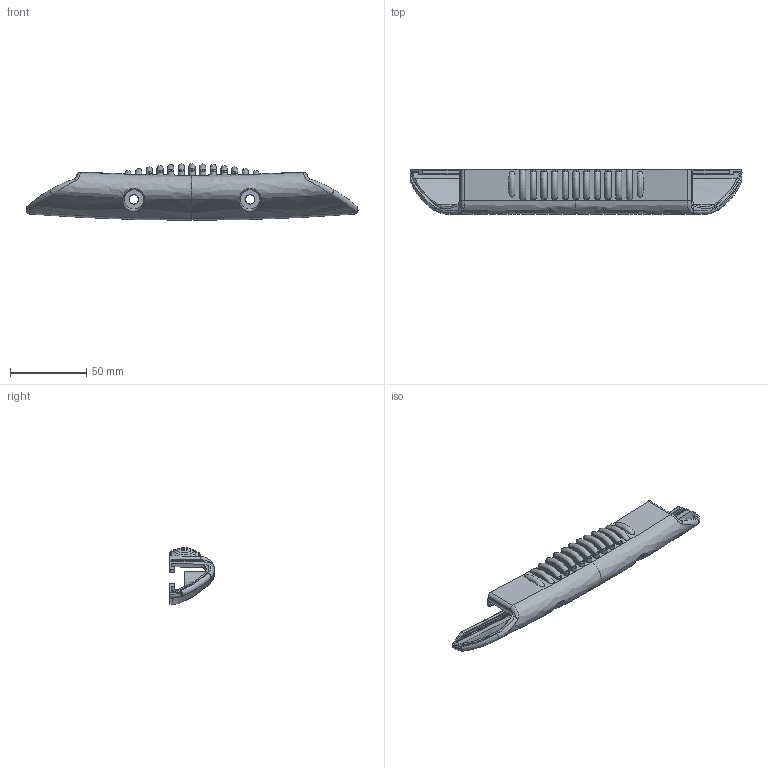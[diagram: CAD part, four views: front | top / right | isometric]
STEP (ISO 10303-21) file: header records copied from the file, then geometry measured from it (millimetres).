
FILE_DESCRIPTION (( 'STEP AP214' ), '1' );
FILE_NAME ('C00024_HOUSING_B_HANDLE_V1.STEP', '2017-03-15T22:11:08', ( '' ), ( '' ), 'SwSTEP 2.0', 'SolidWorks 2013', '' );
FILE_SCHEMA (( 'AUTOMOTIVE_DESIGN' ));
Length unit declared in the file: millimetre
Products named in the file (1): C00024_HOUSING_B_HANDLE_V1
Bounding box: 217.66 x 29.38 x 37.12 mm (x, y, z)
Surface area: 34140.5 mm2 (no closed solid volume)
Topology: 0 solids, 3 shells, 378 faces, 1040 edges, 604 vertices
Faces by surface type: bspline 164, cylinder 134, plane 52, cone 28
Entity records: 52738 total; most frequent: CARTESIAN_POINT 41468, ORIENTED_EDGE 1944, EDGE_CURVE 986, DIRECTION 767, B_SPLINE_CURVE_WITH_KNOTS 717, VERTEX_POINT 604, EDGE_LOOP 392, ADVANCED_FACE 378
